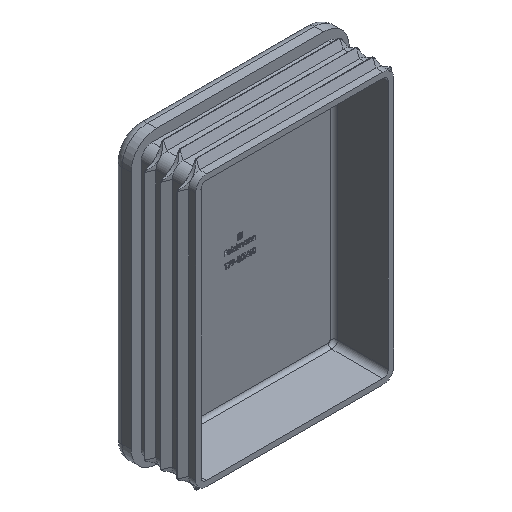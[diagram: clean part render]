
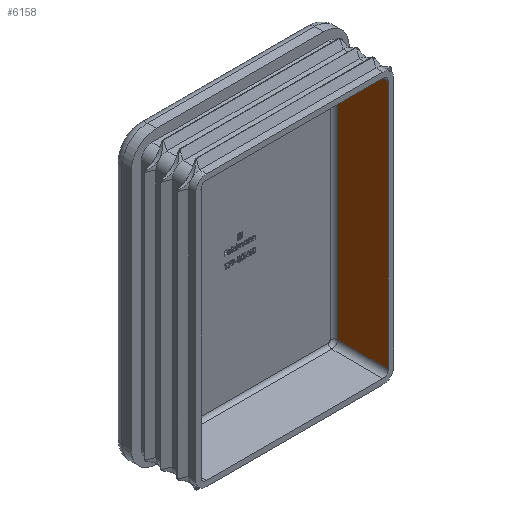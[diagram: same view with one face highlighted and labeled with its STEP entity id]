
A CAD part, isometric view. The second image highlights one B-rep face of the part: STEP entity #6158.
In plain terms, the highlighted planar face has unit normal (-1, 0, 0).
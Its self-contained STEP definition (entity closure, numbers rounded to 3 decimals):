
#616 = CARTESIAN_POINT ( 'NONE',  ( 25.75, -1., 34.25 ) ) ;
#1047 = DIRECTION ( 'NONE',  ( 0., 0., 1. ) ) ;
#2140 = VECTOR ( 'NONE', #10431, 1000. ) ;
#3899 = DIRECTION ( 'NONE',  ( 0., 1., 0. ) ) ;
#3903 = VERTEX_POINT ( 'NONE', #17799 ) ;
#4054 = CARTESIAN_POINT ( 'NONE',  ( 25.75, -15., 34.25 ) ) ;
#5649 = CARTESIAN_POINT ( 'NONE',  ( 25.75, -15., 34.25 ) ) ;
#6132 = VERTEX_POINT ( 'NONE', #616 ) ;
#6158 = ADVANCED_FACE ( 'NONE', ( #6703 ), #17770, .T. ) ;
#6703 = FACE_OUTER_BOUND ( 'NONE', #17918, .T. ) ;
#7053 = ORIENTED_EDGE ( 'NONE', *, *, #8871, .F. ) ;
#7529 = VECTOR ( 'NONE', #1047, 1000. ) ;
#7799 = LINE ( 'NONE', #5649, #19799 ) ;
#7984 = LINE ( 'NONE', #10298, #15339 ) ;
#8029 = ORIENTED_EDGE ( 'NONE', *, *, #18607, .T. ) ;
#8030 = LINE ( 'NONE', #4054, #7529 ) ;
#8458 = VERTEX_POINT ( 'NONE', #15797 ) ;
#8871 = EDGE_CURVE ( 'NONE', #3903, #8458, #13870, .T. ) ;
#9223 = AXIS2_PLACEMENT_3D ( 'NONE', #19356, #9972, #13115 ) ;
#9972 = DIRECTION ( 'NONE',  ( -1., 0., 0. ) ) ;
#10222 = CARTESIAN_POINT ( 'NONE',  ( 25.75, -15., 34.25 ) ) ;
#10298 = CARTESIAN_POINT ( 'NONE',  ( 25.75, -1., 34.25 ) ) ;
#10431 = DIRECTION ( 'NONE',  ( 0., 1., 0. ) ) ;
#11362 = EDGE_CURVE ( 'NONE', #6132, #8458, #7984, .T. ) ;
#11943 = DIRECTION ( 'NONE',  ( 0., 0., -1. ) ) ;
#13115 = DIRECTION ( 'NONE',  ( 0., 0., 1. ) ) ;
#13450 = CARTESIAN_POINT ( 'NONE',  ( 25.75, -15., -34.25 ) ) ;
#13870 = LINE ( 'NONE', #13450, #2140 ) ;
#15339 = VECTOR ( 'NONE', #11943, 1000. ) ;
#15797 = CARTESIAN_POINT ( 'NONE',  ( 25.75, -1., -34.25 ) ) ;
#17735 = VERTEX_POINT ( 'NONE', #10222 ) ;
#17770 = PLANE ( 'NONE',  #9223 ) ;
#17799 = CARTESIAN_POINT ( 'NONE',  ( 25.75, -15., -34.25 ) ) ;
#17848 = ORIENTED_EDGE ( 'NONE', *, *, #19352, .T. ) ;
#17918 = EDGE_LOOP ( 'NONE', ( #8029, #18560, #7053, #17848 ) ) ;
#18560 = ORIENTED_EDGE ( 'NONE', *, *, #11362, .T. ) ;
#18607 = EDGE_CURVE ( 'NONE', #17735, #6132, #7799, .T. ) ;
#19352 = EDGE_CURVE ( 'NONE', #3903, #17735, #8030, .T. ) ;
#19356 = CARTESIAN_POINT ( 'NONE',  ( 25.75, -15., 34.25 ) ) ;
#19799 = VECTOR ( 'NONE', #3899, 1000. ) ;
